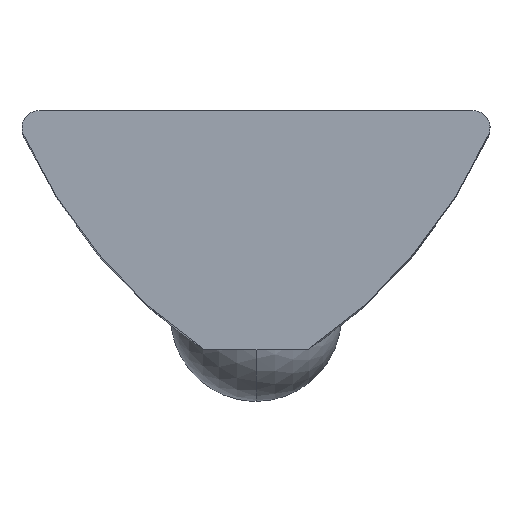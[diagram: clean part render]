
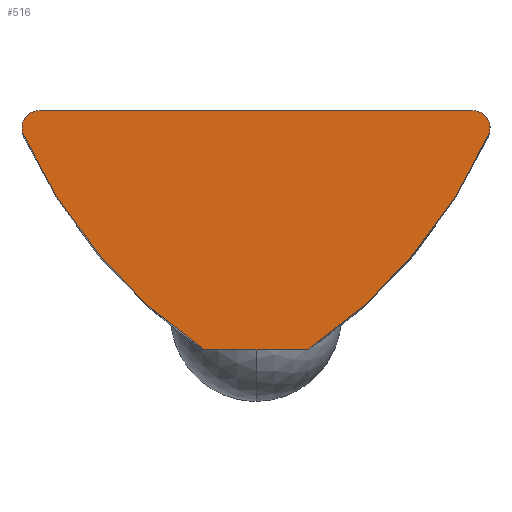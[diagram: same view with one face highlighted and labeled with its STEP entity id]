
A CAD part, top view. The second image highlights one B-rep face of the part: STEP entity #516.
In plain terms, the highlighted planar face has unit normal (0, 0, 1).
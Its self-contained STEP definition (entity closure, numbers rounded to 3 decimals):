
#2 = VECTOR ( 'NONE', #714, 1000. ) ;
#9 = ORIENTED_EDGE ( 'NONE', *, *, #455, .T. ) ;
#24 = AXIS2_PLACEMENT_3D ( 'NONE', #270, #704, #460 ) ;
#55 = DIRECTION ( 'NONE',  ( 0., -1., 0. ) ) ;
#71 = VERTEX_POINT ( 'NONE', #89 ) ;
#78 = AXIS2_PLACEMENT_3D ( 'NONE', #327, #768, #572 ) ;
#87 = EDGE_CURVE ( 'NONE', #710, #71, #443, .T. ) ;
#89 = CARTESIAN_POINT ( 'NONE',  ( 6.806, -0.705, 11. ) ) ;
#92 = CIRCLE ( 'NONE', #78, 15. ) ;
#99 = CARTESIAN_POINT ( 'NONE',  ( -1.5, -7., 11. ) ) ;
#117 = FACE_OUTER_BOUND ( 'NONE', #482, .T. ) ;
#136 = EDGE_CURVE ( 'NONE', #710, #659, #553, .T. ) ;
#140 = CARTESIAN_POINT ( 'NONE',  ( -6.35, 0., 11. ) ) ;
#170 = CARTESIAN_POINT ( 'NONE',  ( 6.35, 0., 11. ) ) ;
#176 = DIRECTION ( 'NONE',  ( 0., -1., 0. ) ) ;
#178 = AXIS2_PLACEMENT_3D ( 'NONE', #225, #715, #176 ) ;
#202 = VECTOR ( 'NONE', #363, 1000. ) ;
#225 = CARTESIAN_POINT ( 'NONE',  ( 6.35, -0.5, 11. ) ) ;
#243 = ORIENTED_EDGE ( 'NONE', *, *, #87, .F. ) ;
#270 = CARTESIAN_POINT ( 'NONE',  ( -6.35, -0.5, 11. ) ) ;
#296 = CARTESIAN_POINT ( 'NONE',  ( 1.5, -7., 11. ) ) ;
#302 = CARTESIAN_POINT ( 'NONE',  ( 6.876, 5.444, 11. ) ) ;
#327 = CARTESIAN_POINT ( 'NONE',  ( -6.876, 5.444, 11. ) ) ;
#332 = EDGE_CURVE ( 'NONE', #693, #754, #334, .T. ) ;
#334 = LINE ( 'NONE', #466, #2 ) ;
#351 = AXIS2_PLACEMENT_3D ( 'NONE', #479, #666, #55 ) ;
#363 = DIRECTION ( 'NONE',  ( -1., 0., 0. ) ) ;
#427 = PLANE ( 'NONE',  #351 ) ;
#437 = ORIENTED_EDGE ( 'NONE', *, *, #577, .T. ) ;
#443 = CIRCLE ( 'NONE', #178, 0.5 ) ;
#455 = EDGE_CURVE ( 'NONE', #724, #693, #509, .T. ) ;
#460 = DIRECTION ( 'NONE',  ( 0., -1., 0. ) ) ;
#466 = CARTESIAN_POINT ( 'NONE',  ( -6.35, -7., 11. ) ) ;
#479 = CARTESIAN_POINT ( 'NONE',  ( -6.35, -0.5, 11. ) ) ;
#482 = EDGE_LOOP ( 'NONE', ( #574, #437, #243, #703, #565, #9 ) ) ;
#509 = CIRCLE ( 'NONE', #627, 15. ) ;
#516 = ADVANCED_FACE ( 'NONE', ( #117 ), #427, .T. ) ;
#540 = DIRECTION ( 'NONE',  ( 0., -1., 0. ) ) ;
#553 = LINE ( 'NONE', #737, #202 ) ;
#565 = ORIENTED_EDGE ( 'NONE', *, *, #687, .F. ) ;
#572 = DIRECTION ( 'NONE',  ( 0., -1., 0. ) ) ;
#574 = ORIENTED_EDGE ( 'NONE', *, *, #332, .T. ) ;
#577 = EDGE_CURVE ( 'NONE', #754, #71, #92, .T. ) ;
#627 = AXIS2_PLACEMENT_3D ( 'NONE', #302, #661, #540 ) ;
#659 = VERTEX_POINT ( 'NONE', #140 ) ;
#661 = DIRECTION ( 'NONE',  ( 0., 0., 1. ) ) ;
#666 = DIRECTION ( 'NONE',  ( 0., 0., 1. ) ) ;
#687 = EDGE_CURVE ( 'NONE', #724, #659, #729, .T. ) ;
#693 = VERTEX_POINT ( 'NONE', #99 ) ;
#703 = ORIENTED_EDGE ( 'NONE', *, *, #136, .T. ) ;
#704 = DIRECTION ( 'NONE',  ( 0., 0., -1. ) ) ;
#710 = VERTEX_POINT ( 'NONE', #170 ) ;
#714 = DIRECTION ( 'NONE',  ( 1., 0., 0. ) ) ;
#715 = DIRECTION ( 'NONE',  ( 0., 0., -1. ) ) ;
#724 = VERTEX_POINT ( 'NONE', #731 ) ;
#729 = CIRCLE ( 'NONE', #24, 0.5 ) ;
#731 = CARTESIAN_POINT ( 'NONE',  ( -6.806, -0.705, 11. ) ) ;
#737 = CARTESIAN_POINT ( 'NONE',  ( -6.35, 0., 11. ) ) ;
#754 = VERTEX_POINT ( 'NONE', #296 ) ;
#768 = DIRECTION ( 'NONE',  ( 0., 0., 1. ) ) ;
